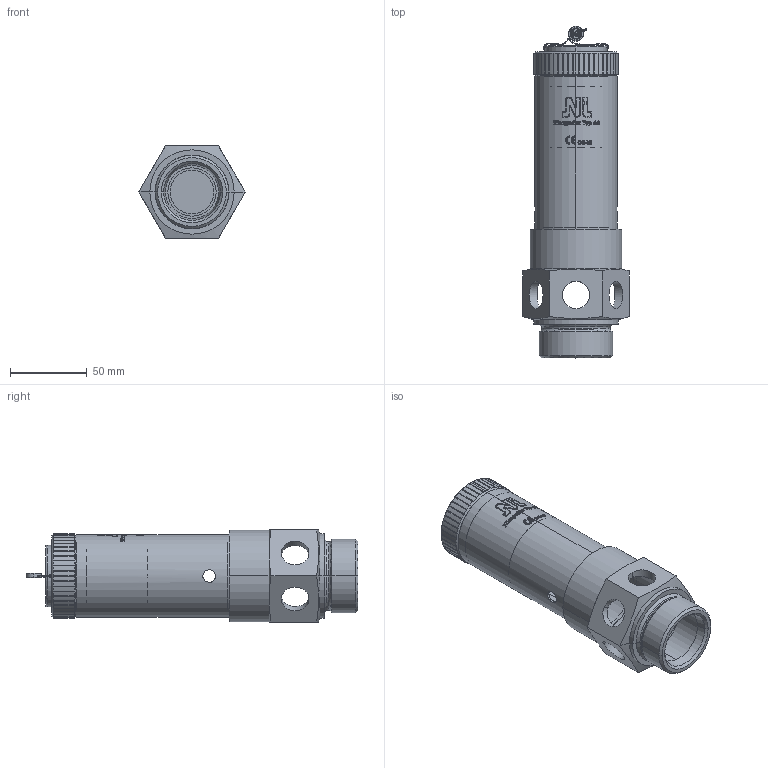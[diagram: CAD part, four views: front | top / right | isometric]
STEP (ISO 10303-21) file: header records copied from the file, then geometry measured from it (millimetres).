
FILE_DESCRIPTION (( 'STEP AP203' ), '1' );
FILE_NAME ('Typ 66.STEP', '2018-01-16T13:39:03', ( '' ), ( '' ), 'SwSTEP 2.0', 'SolidWorks 2016', '' );
FILE_SCHEMA (( 'CONFIG_CONTROL_DESIGN' ));
Products named in the file (1): Typ 66
Bounding box: 69.28 x 216.4 x 60 mm (x, y, z)
Volume: 112175.8 mm3; surface area: 93872 mm2
Topology: 6 solids, 6 shells, 826 faces, 2143 edges, 1376 vertices
Faces by surface type: plane 247, cylinder 244, bspline 231, torus 70, cone 34
Entity records: 37896 total; most frequent: CARTESIAN_POINT 19549, ORIENTED_EDGE 4286, DIRECTION 3035, EDGE_CURVE 2143, VERTEX_POINT 1376, AXIS2_PLACEMENT_3D 1138, EDGE_LOOP 903, FACE_OUTER_BOUND 826
